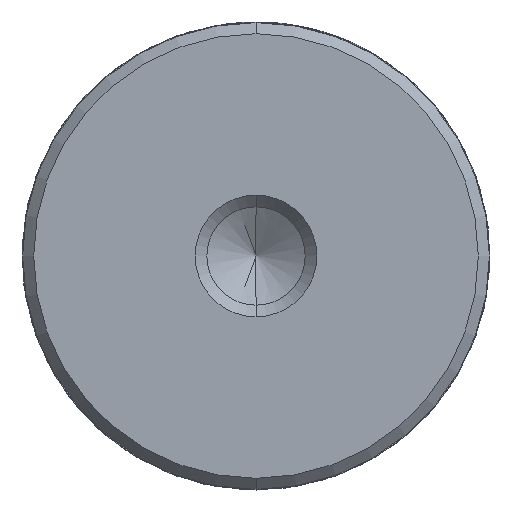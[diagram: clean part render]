
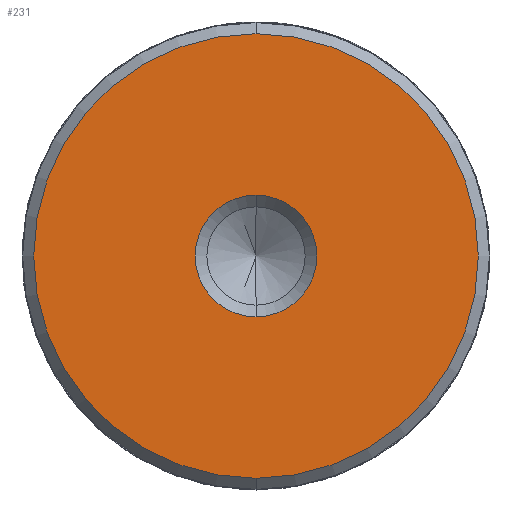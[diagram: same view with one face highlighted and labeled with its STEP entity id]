
A CAD part, front view. The second image highlights one B-rep face of the part: STEP entity #231.
In plain terms, the highlighted planar face has unit normal (0, -1, 0).
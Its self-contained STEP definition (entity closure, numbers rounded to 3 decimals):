
#52 = AXIS2_PLACEMENT_3D ( 'NONE', #1339, #2260, #134 ) ;
#80 = AXIS2_PLACEMENT_3D ( 'NONE', #328, #1563, #1380 ) ;
#134 = DIRECTION ( 'NONE',  ( 0., 0., -1. ) ) ;
#180 = CIRCLE ( 'NONE', #80, 2.6 ) ;
#218 = FACE_BOUND ( 'NONE', #1032, .T. ) ;
#231 = ADVANCED_FACE ( 'NONE', ( #218, #1011 ), #2209, .T. ) ;
#322 = AXIS2_PLACEMENT_3D ( 'NONE', #2110, #1907, #1367 ) ;
#328 = CARTESIAN_POINT ( 'NONE',  ( 0., -29.5, 0. ) ) ;
#378 = CARTESIAN_POINT ( 'NONE',  ( 10., -29.5, 0. ) ) ;
#441 = VERTEX_POINT ( 'NONE', #758 ) ;
#602 = CARTESIAN_POINT ( 'NONE',  ( 0., -29.5, -2.6 ) ) ;
#612 = EDGE_CURVE ( 'NONE', #1150, #859, #2275, .T. ) ;
#758 = CARTESIAN_POINT ( 'NONE',  ( 0., -29.5, 2.6 ) ) ;
#789 = EDGE_LOOP ( 'NONE', ( #1768, #1943 ) ) ;
#846 = DIRECTION ( 'NONE',  ( 0., -1., 0. ) ) ;
#859 = VERTEX_POINT ( 'NONE', #1583 ) ;
#1011 = FACE_OUTER_BOUND ( 'NONE', #789, .T. ) ;
#1016 = CARTESIAN_POINT ( 'NONE',  ( 0., -29.5, 9.5 ) ) ;
#1032 = EDGE_LOOP ( 'NONE', ( #1189, #1202 ) ) ;
#1150 = VERTEX_POINT ( 'NONE', #1016 ) ;
#1189 = ORIENTED_EDGE ( 'NONE', *, *, #1560, .T. ) ;
#1202 = ORIENTED_EDGE ( 'NONE', *, *, #1861, .T. ) ;
#1229 = DIRECTION ( 'NONE',  ( 0., 0., -1. ) ) ;
#1324 = CIRCLE ( 'NONE', #2264, 9.5 ) ;
#1339 = CARTESIAN_POINT ( 'NONE',  ( 0., -29.5, 0. ) ) ;
#1367 = DIRECTION ( 'NONE',  ( 0., 0., -1. ) ) ;
#1380 = DIRECTION ( 'NONE',  ( 0., 0., -1. ) ) ;
#1464 = AXIS2_PLACEMENT_3D ( 'NONE', #378, #1469, #1229 ) ;
#1469 = DIRECTION ( 'NONE',  ( 0., -1., 0. ) ) ;
#1500 = VERTEX_POINT ( 'NONE', #602 ) ;
#1548 = EDGE_CURVE ( 'NONE', #859, #1150, #1324, .T. ) ;
#1560 = EDGE_CURVE ( 'NONE', #1500, #441, #180, .T. ) ;
#1563 = DIRECTION ( 'NONE',  ( 0., 1., 0. ) ) ;
#1583 = CARTESIAN_POINT ( 'NONE',  ( 0., -29.5, -9.5 ) ) ;
#1739 = CIRCLE ( 'NONE', #52, 2.6 ) ;
#1768 = ORIENTED_EDGE ( 'NONE', *, *, #612, .T. ) ;
#1861 = EDGE_CURVE ( 'NONE', #441, #1500, #1739, .T. ) ;
#1907 = DIRECTION ( 'NONE',  ( 0., -1., 0. ) ) ;
#1924 = CARTESIAN_POINT ( 'NONE',  ( 0., -29.5, 0. ) ) ;
#1943 = ORIENTED_EDGE ( 'NONE', *, *, #1548, .T. ) ;
#2110 = CARTESIAN_POINT ( 'NONE',  ( 0., -29.5, 0. ) ) ;
#2121 = DIRECTION ( 'NONE',  ( 0., 0., -1. ) ) ;
#2209 = PLANE ( 'NONE',  #1464 ) ;
#2260 = DIRECTION ( 'NONE',  ( 0., 1., 0. ) ) ;
#2264 = AXIS2_PLACEMENT_3D ( 'NONE', #1924, #846, #2121 ) ;
#2275 = CIRCLE ( 'NONE', #322, 9.5 ) ;
